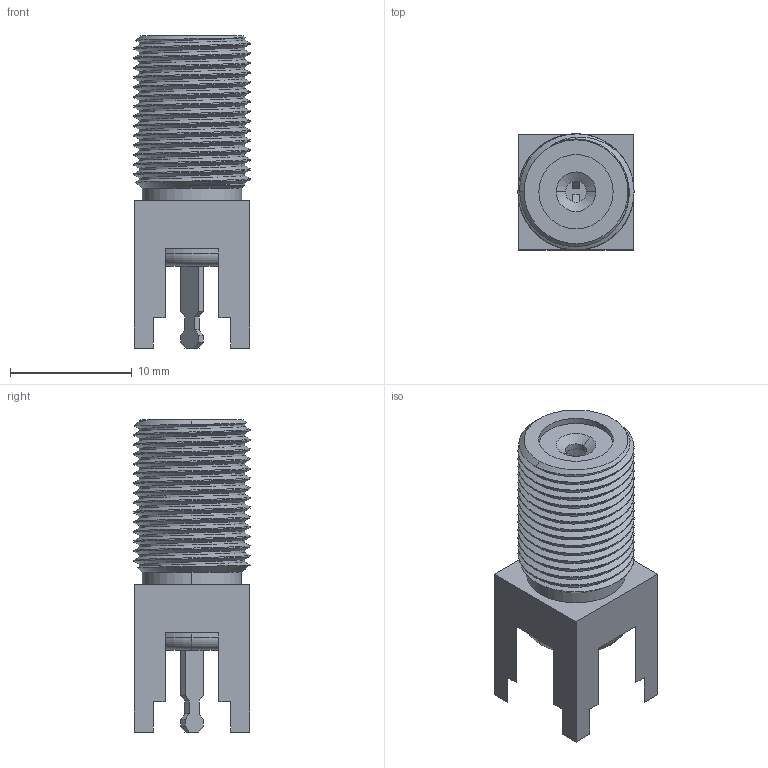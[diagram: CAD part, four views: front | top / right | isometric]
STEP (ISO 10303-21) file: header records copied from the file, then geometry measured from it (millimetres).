
FILE_DESCRIPTION (( 'STEP AP203' ), '1' );
FILE_NAME ('FMCN44211_3D.step', '2022-11-30T00:25:09', ( '' ), ( '' ), 'SwSTEP 2.0', 'SolidWorks 2021', '' );
FILE_SCHEMA (( 'CONFIG_CONTROL_DESIGN' ));
Length unit declared in the file: inch
Products named in the file (1): FMCN44211_3D
Bounding box: 9.53 x 9.52 x 25.6 mm (x, y, z)
Volume: 1133.8 mm3; surface area: 1474.5 mm2
Topology: 3 solids, 3 shells, 113 faces, 297 edges, 196 vertices
Faces by surface type: plane 54, cylinder 48, cone 6, bspline 3, torus 2
Entity records: 7021 total; most frequent: CARTESIAN_POINT 4303, ORIENTED_EDGE 594, DIRECTION 479, EDGE_CURVE 297, VERTEX_POINT 196, VECTOR 165, LINE 165, AXIS2_PLACEMENT_3D 157
